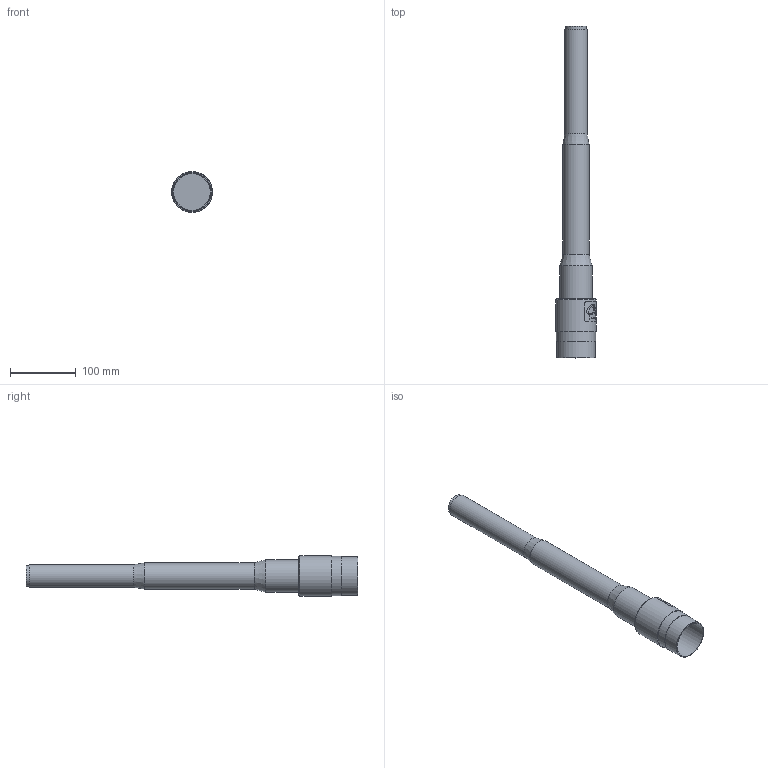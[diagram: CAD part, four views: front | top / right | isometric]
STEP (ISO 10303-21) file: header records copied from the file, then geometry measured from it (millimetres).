
FILE_DESCRIPTION(/* description */ (''),/* implementation_level */ '2;1');
FILE_NAME(/* name */ '50523_Komet 20-20_mit logo_überprüft.stp',/* time_stamp */ '2014-09-12T11:33:59+02:00',/* author */ ('guzb562'),/* organization */ (''),/* preprocessor_version */ 'ST-DEVELOPER v15.2',/* originating_system */ 'Autodesk Inventor 2014',/* authorisation */ '');
FILE_SCHEMA (('AUTOMOTIVE_DESIGN { 1 0 10303 214 3 1 1 }'));
Length unit declared in the file: millimetre
Products named in the file (1): 50523_Komet 20-20_mit logo
Bounding box: 62.1 x 505.4 x 62.01 mm (x, y, z)
Volume: 239639.6 mm3; surface area: 128831.1 mm2
Topology: 1 solids, 1 shells, 234 faces, 602 edges, 398 vertices
Faces by surface type: plane 113, bspline 75, cylinder 40, cone 6
Full cylindrical faces by diameter (mm): 20 x1, 31.4 x1, 31.55 x2, 34.4 x1, 37 x1, 40 x1, 46.5 x1, 49.5 x1, 55.703 x1, 58.948 x1, 59.845 x1, 62.005 x1
Entity records: 8977 total; most frequent: CARTESIAN_POINT 3689, ORIENTED_EDGE 1154, DIRECTION 920, EDGE_CURVE 577, VERTEX_POINT 393, AXIS2_PLACEMENT_3D 344, EDGE_LOOP 283, ADVANCED_FACE 234
